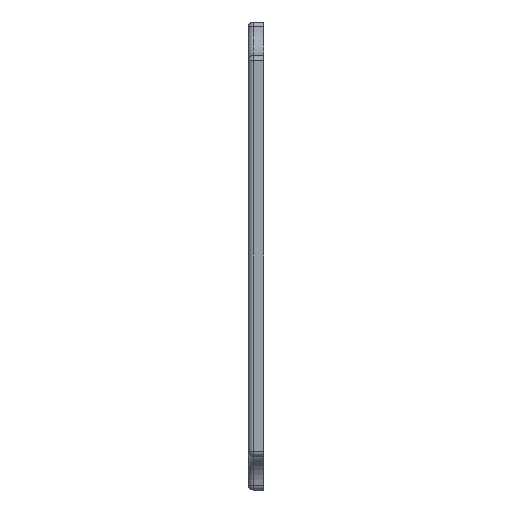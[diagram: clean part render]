
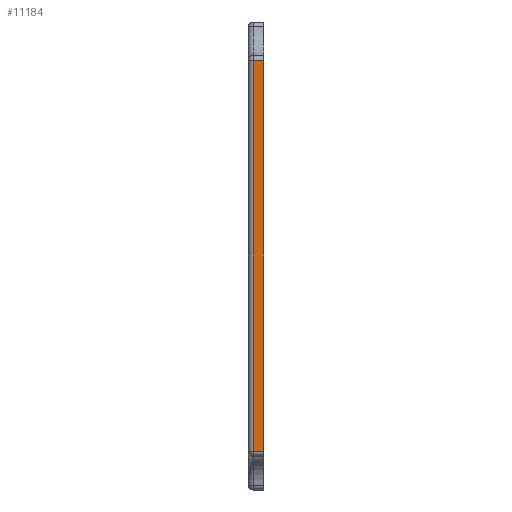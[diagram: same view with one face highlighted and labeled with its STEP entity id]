
A CAD part, left-side view. The second image highlights one B-rep face of the part: STEP entity #11184.
In plain terms, the highlighted planar face has unit normal (-1, 0, 0).
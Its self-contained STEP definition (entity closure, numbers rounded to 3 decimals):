
#300=PLANE('',#11414);
#890=FACE_OUTER_BOUND('',#1558,.T.);
#1558=EDGE_LOOP('',(#9961,#9962,#9963,#9964));
#2231=LINE('',#22133,#2902);
#2242=LINE('',#22173,#2913);
#2243=LINE('',#22175,#2914);
#2244=LINE('',#22176,#2915);
#2902=VECTOR('',#12450,1000.);
#2913=VECTOR('',#12485,1000.);
#2914=VECTOR('',#12486,1000.);
#2915=VECTOR('',#12487,1000.);
#4957=VERTEX_POINT('',#22130);
#4958=VERTEX_POINT('',#22132);
#4975=VERTEX_POINT('',#22172);
#4976=VERTEX_POINT('',#22174);
#6625=EDGE_CURVE('',#4957,#4958,#2231,.T.);
#6645=EDGE_CURVE('',#4957,#4975,#2242,.T.);
#6646=EDGE_CURVE('',#4975,#4976,#2243,.T.);
#6647=EDGE_CURVE('',#4976,#4958,#2244,.T.);
#9961=ORIENTED_EDGE('',*,*,#6645,.T.);
#9962=ORIENTED_EDGE('',*,*,#6646,.T.);
#9963=ORIENTED_EDGE('',*,*,#6647,.T.);
#9964=ORIENTED_EDGE('',*,*,#6625,.F.);
#11184=ADVANCED_FACE('',(#890),#300,.F.);
#11414=AXIS2_PLACEMENT_3D('',#22171,#12483,#12484);
#12450=DIRECTION('',(0.,0.,-1.));
#12483=DIRECTION('center_axis',(1.,0.,0.));
#12484=DIRECTION('ref_axis',(0.,0.,-1.));
#12485=DIRECTION('',(0.,1.,0.));
#12486=DIRECTION('',(0.,0.,-1.));
#12487=DIRECTION('',(0.,-1.,0.));
#22130=CARTESIAN_POINT('',(-128.64,0.,37.542));
#22132=CARTESIAN_POINT('',(-128.64,0.,-37.181));
#22133=CARTESIAN_POINT('',(-128.64,0.,0.));
#22171=CARTESIAN_POINT('Origin',(-128.64,0.,0.));
#22172=CARTESIAN_POINT('',(-128.64,2.,37.542));
#22173=CARTESIAN_POINT('',(-128.64,3.,37.542));
#22174=CARTESIAN_POINT('',(-128.64,2.,-37.181));
#22175=CARTESIAN_POINT('',(-128.64,2.,-37.181));
#22176=CARTESIAN_POINT('',(-128.64,0.,-37.181));
